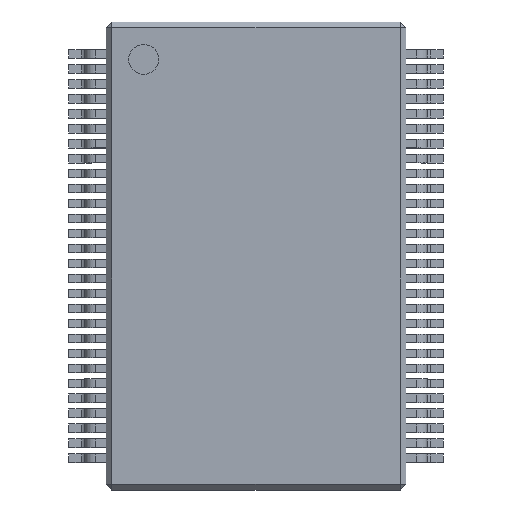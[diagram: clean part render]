
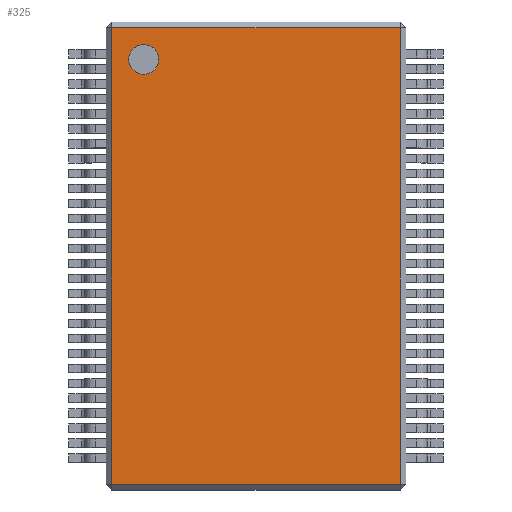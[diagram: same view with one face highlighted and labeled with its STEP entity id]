
A CAD part, top view. The second image highlights one B-rep face of the part: STEP entity #325.
In plain terms, the highlighted planar face has unit normal (0, 0, 1).
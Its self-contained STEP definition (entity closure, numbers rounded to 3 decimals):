
#13=DIRECTION('',(0.,0.,1.));
#14=DIRECTION('',(1.,0.,0.));
#119=VECTOR('',#120,1.);
#120=DIRECTION('',(0.,1.,0.));
#194=VERTEX_POINT('',#195);
#195=CARTESIAN_POINT('',(-3.85,-6.1,1.2));
#203=VERTEX_POINT('',#204);
#204=CARTESIAN_POINT('',(-3.85,6.1,1.2));
#209=ORIENTED_EDGE('',*,*,#210,.F.);
#210=EDGE_CURVE('',#194,#203,#211,.T.);
#211=LINE('',#212,#119);
#212=CARTESIAN_POINT('',(-3.85,-6.25,1.2));
#282=VECTOR('',#14,1.);
#325=ADVANCED_FACE('',(#326,#344),#353,.T.);
#326=FACE_BOUND('',#327,.T.);
#327=EDGE_LOOP('',(#209,#328,#334,#340));
#328=ORIENTED_EDGE('',*,*,#329,.T.);
#329=EDGE_CURVE('',#194,#330,#332,.T.);
#330=VERTEX_POINT('',#331);
#331=CARTESIAN_POINT('',(3.85,-6.1,1.2));
#332=LINE('',#333,#282);
#333=CARTESIAN_POINT('',(-4.,-6.1,1.2));
#334=ORIENTED_EDGE('',*,*,#335,.T.);
#335=EDGE_CURVE('',#330,#336,#338,.T.);
#336=VERTEX_POINT('',#337);
#337=CARTESIAN_POINT('',(3.85,6.1,1.2));
#338=LINE('',#339,#119);
#339=CARTESIAN_POINT('',(3.85,-6.25,1.2));
#340=ORIENTED_EDGE('',*,*,#341,.F.);
#341=EDGE_CURVE('',#203,#336,#342,.T.);
#342=LINE('',#343,#282);
#343=CARTESIAN_POINT('',(-4.,6.1,1.2));
#344=FACE_BOUND('',#345,.T.);
#345=EDGE_LOOP('',(#346));
#346=ORIENTED_EDGE('',*,*,#347,.F.);
#347=EDGE_CURVE('',#348,#348,#350,.T.);
#348=VERTEX_POINT('',#349);
#349=CARTESIAN_POINT('',(-2.6,5.25,1.2));
#350=CIRCLE('',#351,0.4);
#351=AXIS2_PLACEMENT_3D('',#352,#13,#14);
#352=CARTESIAN_POINT('',(-3.,5.25,1.2));
#353=PLANE('',#354);
#354=AXIS2_PLACEMENT_3D('',#355,#13,#14);
#355=CARTESIAN_POINT('',(-4.,-6.25,1.2));
